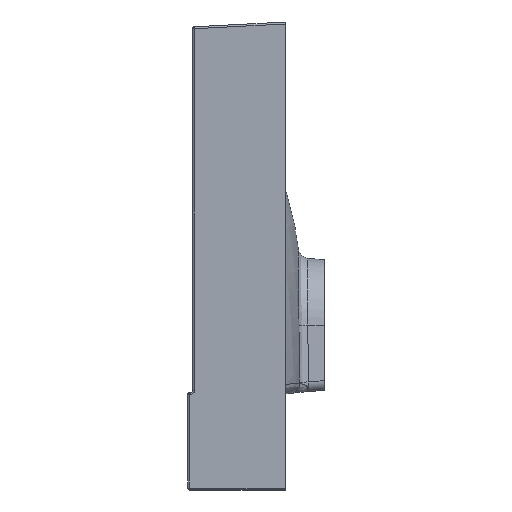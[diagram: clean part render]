
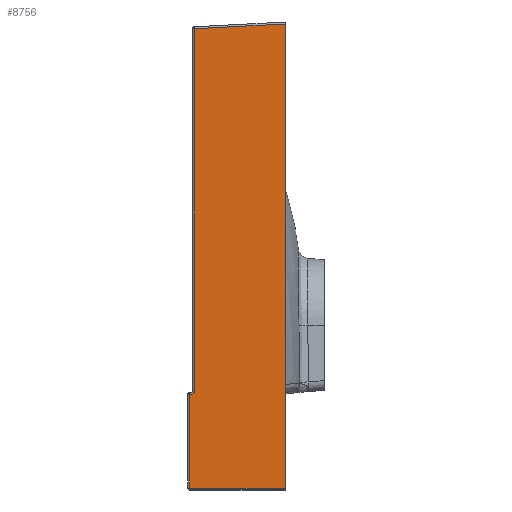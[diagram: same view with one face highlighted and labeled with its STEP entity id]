
A CAD part, left-side view. The second image highlights one B-rep face of the part: STEP entity #8756.
In plain terms, the highlighted planar face has unit normal (-0.999, 0.035, 0).
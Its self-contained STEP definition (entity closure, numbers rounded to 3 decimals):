
#840 = VECTOR ( 'NONE', #8698, 1000. ) ;
#1218 = DIRECTION ( 'NONE',  ( -0.035, -0.999, 0. ) ) ;
#1476 = EDGE_CURVE ( 'NONE', #15260, #7779, #9911, .T. ) ;
#1982 = CARTESIAN_POINT ( 'NONE',  ( -496.577, -1.93, -139.213 ) ) ;
#2494 = EDGE_CURVE ( 'NONE', #15083, #14356, #18603, .T. ) ;
#3065 = ORIENTED_EDGE ( 'NONE', *, *, #2494, .T. ) ;
#3747 = CARTESIAN_POINT ( 'NONE',  ( -496.624, -3.279, -139.095 ) ) ;
#3812 = EDGE_CURVE ( 'NONE', #7779, #4638, #13366, .T. ) ;
#3888 = CARTESIAN_POINT ( 'NONE',  ( -500.002, -100., 237.38 ) ) ;
#4638 = VERTEX_POINT ( 'NONE', #10984 ) ;
#4917 = VECTOR ( 'NONE', #15402, 1000. ) ;
#5397 = CARTESIAN_POINT ( 'NONE',  ( -496.624, -3.279, -139.095 ) ) ;
#5583 = LINE ( 'NONE', #3888, #840 ) ;
#5919 = AXIS2_PLACEMENT_3D ( 'NONE', #14217, #20802, #1218 ) ;
#5932 = VERTEX_POINT ( 'NONE', #3747 ) ;
#7391 = CARTESIAN_POINT ( 'NONE',  ( -496.7, -5.455, -138.904 ) ) ;
#7705 = FACE_OUTER_BOUND ( 'NONE', #17144, .T. ) ;
#7779 = VERTEX_POINT ( 'NONE', #18742 ) ;
#8266 = EDGE_CURVE ( 'NONE', #5932, #14356, #15654, .T. ) ;
#8377 = ORIENTED_EDGE ( 'NONE', *, *, #1476, .T. ) ;
#8660 = ORIENTED_EDGE ( 'NONE', *, *, #15033, .F. ) ;
#8698 = DIRECTION ( 'NONE',  ( 0., 0., -1. ) ) ;
#8709 = ORIENTED_EDGE ( 'NONE', *, *, #15147, .T. ) ;
#8756 = ADVANCED_FACE ( 'NONE', ( #7705 ), #14322, .T. ) ;
#9759 = EDGE_CURVE ( 'NONE', #13504, #15083, #13109, .T. ) ;
#9911 = LINE ( 'NONE', #11294, #19979 ) ;
#10099 = VECTOR ( 'NONE', #10237, 1000. ) ;
#10220 = CARTESIAN_POINT ( 'NONE',  ( -496.752, -6.93, -135.11 ) ) ;
#10237 = DIRECTION ( 'NONE',  ( 0.035, 0.998, -0.052 ) ) ;
#10601 = CARTESIAN_POINT ( 'NONE',  ( -496.752, -6.93, -137.294 ) ) ;
#10984 = CARTESIAN_POINT ( 'NONE',  ( -500.002, -100., -235.38 ) ) ;
#11294 = CARTESIAN_POINT ( 'NONE',  ( -496.577, -1.93, 237.38 ) ) ;
#11304 = CARTESIAN_POINT ( 'NONE',  ( -500.002, -100., 240.622 ) ) ;
#11933 = CARTESIAN_POINT ( 'NONE',  ( -496.514, -0.104, 235.386 ) ) ;
#12078 = DIRECTION ( 'NONE',  ( -0.035, -0.999, 0. ) ) ;
#13109 = LINE ( 'NONE', #11933, #10099 ) ;
#13366 = LINE ( 'NONE', #13579, #18347 ) ;
#13504 = VERTEX_POINT ( 'NONE', #11304 ) ;
#13579 = CARTESIAN_POINT ( 'NONE',  ( -496.51, 0., -235.38 ) ) ;
#14040 = ORIENTED_EDGE ( 'NONE', *, *, #8266, .F. ) ;
#14217 = CARTESIAN_POINT ( 'NONE',  ( -496.51, 0., 237.38 ) ) ;
#14322 = PLANE ( 'NONE',  #5919 ) ;
#14356 = VERTEX_POINT ( 'NONE', #15539 ) ;
#15033 = EDGE_CURVE ( 'NONE', #13504, #4638, #5583, .T. ) ;
#15083 = VERTEX_POINT ( 'NONE', #19973 ) ;
#15147 = EDGE_CURVE ( 'NONE', #5932, #15260, #18187, .T. ) ;
#15260 = VERTEX_POINT ( 'NONE', #1982 ) ;
#15299 = CARTESIAN_POINT ( 'NONE',  ( -496.516, -0.174, -139.366 ) ) ;
#15402 = DIRECTION ( 'NONE',  ( 0.035, 0.996, -0.087 ) ) ;
#15406 = DIRECTION ( 'NONE',  ( 0., 0., -1. ) ) ;
#15539 = CARTESIAN_POINT ( 'NONE',  ( -496.752, -6.93, -135.11 ) ) ;
#15654 =( BOUNDED_CURVE ( )  B_SPLINE_CURVE ( 3, ( #5397, #7391, #10601, #10220 ),
 .UNSPECIFIED., .F., .T. ) 
 B_SPLINE_CURVE_WITH_KNOTS ( ( 4, 4 ),
 ( 1.658, 3.142 ),
 .UNSPECIFIED. ) 
 CURVE ( )  GEOMETRIC_REPRESENTATION_ITEM ( )  RATIONAL_B_SPLINE_CURVE ( ( 1., 0.825, 0.825, 1. ) ) 
 REPRESENTATION_ITEM ( '' )  );
#16096 = ORIENTED_EDGE ( 'NONE', *, *, #9759, .T. ) ;
#16262 = VECTOR ( 'NONE', #15406, 1000. ) ;
#17007 = CARTESIAN_POINT ( 'NONE',  ( -496.752, -6.93, 237.38 ) ) ;
#17144 = EDGE_LOOP ( 'NONE', ( #8660, #16096, #3065, #14040, #8709, #8377, #17352 ) ) ;
#17352 = ORIENTED_EDGE ( 'NONE', *, *, #3812, .T. ) ;
#18187 = LINE ( 'NONE', #15299, #4917 ) ;
#18347 = VECTOR ( 'NONE', #12078, 1000. ) ;
#18603 = LINE ( 'NONE', #17007, #16262 ) ;
#18742 = CARTESIAN_POINT ( 'NONE',  ( -496.577, -1.93, -235.38 ) ) ;
#19678 = DIRECTION ( 'NONE',  ( 0., 0., -1. ) ) ;
#19973 = CARTESIAN_POINT ( 'NONE',  ( -496.752, -6.93, 235.744 ) ) ;
#19979 = VECTOR ( 'NONE', #19678, 1000. ) ;
#20802 = DIRECTION ( 'NONE',  ( -0.999, 0.035, 0. ) ) ;
